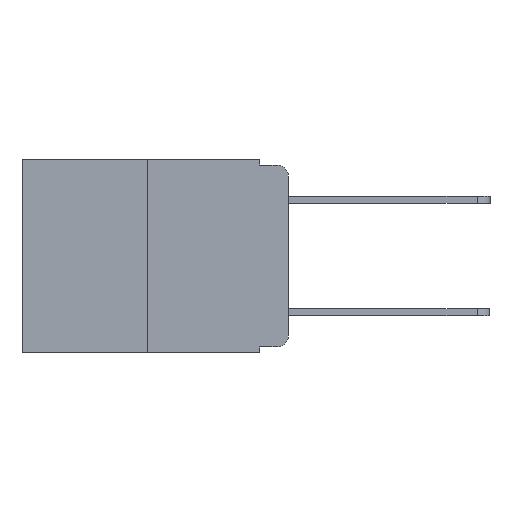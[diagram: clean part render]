
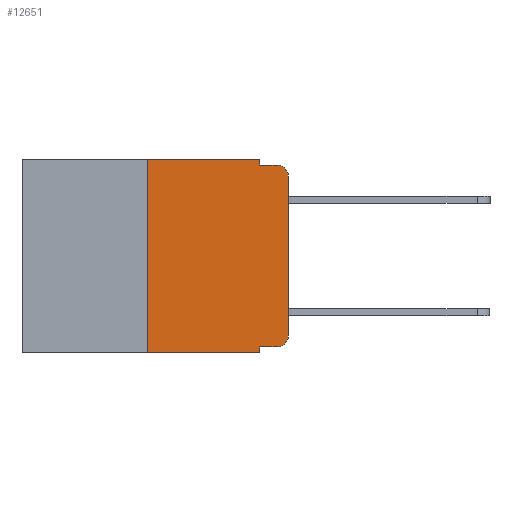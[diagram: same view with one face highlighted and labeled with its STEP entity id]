
A CAD part, left-side view. The second image highlights one B-rep face of the part: STEP entity #12651.
In plain terms, the highlighted planar face has unit normal (-1, 0, 0).
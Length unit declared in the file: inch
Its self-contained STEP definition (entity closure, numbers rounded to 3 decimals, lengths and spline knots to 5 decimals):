
#78 = VECTOR ( 'NONE', #3288, 39.37008 ) ;
#423 = VERTEX_POINT ( 'NONE', #1479 ) ;
#1039 = ORIENTED_EDGE ( 'NONE', *, *, #22093, .F. ) ;
#1138 = DIRECTION ( 'NONE',  ( 1., 0., 0. ) ) ;
#1479 = CARTESIAN_POINT ( 'NONE',  ( 0., 0.02, -0.333 ) ) ;
#1922 = CARTESIAN_POINT ( 'NONE',  ( 0., 0.051, 0. ) ) ;
#2332 = CARTESIAN_POINT ( 'NONE',  ( 0., 0.25, 0. ) ) ;
#3173 = CARTESIAN_POINT ( 'NONE',  ( 0., 0., -0.03 ) ) ;
#3288 = DIRECTION ( 'NONE',  ( 0., 0., -1. ) ) ;
#3535 = DIRECTION ( 'NONE',  ( 0., -1., 0. ) ) ;
#3547 = LINE ( 'NONE', #2332, #17283 ) ;
#3578 = LINE ( 'NONE', #23103, #20833 ) ;
#3826 = EDGE_CURVE ( 'NONE', #14602, #14709, #22569, .T. ) ;
#4178 = VECTOR ( 'NONE', #21081, 39.37008 ) ;
#4199 = DIRECTION ( 'NONE',  ( 0., 0., 1. ) ) ;
#5046 = LINE ( 'NONE', #17779, #78 ) ;
#5225 = AXIS2_PLACEMENT_3D ( 'NONE', #6643, #1138, #13817 ) ;
#5659 = ORIENTED_EDGE ( 'NONE', *, *, #7538, .F. ) ;
#5996 = CIRCLE ( 'NONE', #21208, 0.02 ) ;
#6281 = VERTEX_POINT ( 'NONE', #15743 ) ;
#6296 = EDGE_CURVE ( 'NONE', #17613, #20330, #5046, .T. ) ;
#6588 = EDGE_CURVE ( 'NONE', #6889, #17613, #9022, .T. ) ;
#6643 = CARTESIAN_POINT ( 'NONE',  ( 0., 0.473, 0. ) ) ;
#6710 = DIRECTION ( 'NONE',  ( -1., 0., 0. ) ) ;
#6889 = VERTEX_POINT ( 'NONE', #7765 ) ;
#7320 = CARTESIAN_POINT ( 'NONE',  ( 0., 0.051, -0.01 ) ) ;
#7422 = ORIENTED_EDGE ( 'NONE', *, *, #9380, .T. ) ;
#7538 = EDGE_CURVE ( 'NONE', #14948, #6889, #3547, .T. ) ;
#7765 = CARTESIAN_POINT ( 'NONE',  ( 0., 0.25, 0. ) ) ;
#7988 = ORIENTED_EDGE ( 'NONE', *, *, #13493, .T. ) ;
#8792 = CARTESIAN_POINT ( 'NONE',  ( 0., 0.473, 0. ) ) ;
#8833 = VECTOR ( 'NONE', #18760, 39.37008 ) ;
#9022 = LINE ( 'NONE', #8792, #4178 ) ;
#9380 = EDGE_CURVE ( 'NONE', #423, #12301, #5996, .T. ) ;
#9684 = CARTESIAN_POINT ( 'NONE',  ( 0., 0.02, -0.313 ) ) ;
#10202 = ORIENTED_EDGE ( 'NONE', *, *, #18636, .T. ) ;
#10905 = FACE_OUTER_BOUND ( 'NONE', #13344, .T. ) ;
#11009 = DIRECTION ( 'NONE',  ( 0., 0., -1. ) ) ;
#11114 = EDGE_CURVE ( 'NONE', #6281, #23028, #15975, .T. ) ;
#11300 = ORIENTED_EDGE ( 'NONE', *, *, #3826, .T. ) ;
#11461 = DIRECTION ( 'NONE',  ( 0., 0., -1. ) ) ;
#11687 = CARTESIAN_POINT ( 'NONE',  ( 0., 0., 0. ) ) ;
#11730 = EDGE_CURVE ( 'NONE', #14948, #23028, #3578, .T. ) ;
#12229 = VECTOR ( 'NONE', #12611, 39.37008 ) ;
#12301 = VERTEX_POINT ( 'NONE', #19730 ) ;
#12418 = ORIENTED_EDGE ( 'NONE', *, *, #6296, .F. ) ;
#12527 = VECTOR ( 'NONE', #3535, 39.37008 ) ;
#12611 = DIRECTION ( 'NONE',  ( 0., -1., 0. ) ) ;
#12651 = ADVANCED_FACE ( 'NONE', ( #10905 ), #17282, .F. ) ;
#13344 = EDGE_LOOP ( 'NONE', ( #10202, #11300, #1039, #12418, #18750, #5659, #20949, #15759, #7988, #7422 ) ) ;
#13493 = EDGE_CURVE ( 'NONE', #6281, #423, #16662, .T. ) ;
#13817 = DIRECTION ( 'NONE',  ( 0., 0., -1. ) ) ;
#14356 = CARTESIAN_POINT ( 'NONE',  ( 0., 0.02, -0.01 ) ) ;
#14478 = DIRECTION ( 'NONE',  ( 0., -1., 0. ) ) ;
#14602 = VERTEX_POINT ( 'NONE', #3173 ) ;
#14709 = VERTEX_POINT ( 'NONE', #14356 ) ;
#14948 = VERTEX_POINT ( 'NONE', #15030 ) ;
#15030 = CARTESIAN_POINT ( 'NONE',  ( 0., 0.25, -0.343 ) ) ;
#15743 = CARTESIAN_POINT ( 'NONE',  ( 0., 0.051, -0.333 ) ) ;
#15759 = ORIENTED_EDGE ( 'NONE', *, *, #11114, .F. ) ;
#15975 = LINE ( 'NONE', #1922, #20064 ) ;
#16477 = CARTESIAN_POINT ( 'NONE',  ( 0., 0.051, -0.01 ) ) ;
#16662 = LINE ( 'NONE', #17840, #12527 ) ;
#16907 = LINE ( 'NONE', #7320, #12229 ) ;
#17278 = AXIS2_PLACEMENT_3D ( 'NONE', #21148, #6710, #20830 ) ;
#17282 = PLANE ( 'NONE',  #5225 ) ;
#17283 = VECTOR ( 'NONE', #4199, 39.37008 ) ;
#17613 = VERTEX_POINT ( 'NONE', #19834 ) ;
#17779 = CARTESIAN_POINT ( 'NONE',  ( 0., 0.051, 0. ) ) ;
#17840 = CARTESIAN_POINT ( 'NONE',  ( 0., 0.051, -0.333 ) ) ;
#18636 = EDGE_CURVE ( 'NONE', #12301, #14602, #18767, .T. ) ;
#18750 = ORIENTED_EDGE ( 'NONE', *, *, #6588, .F. ) ;
#18760 = DIRECTION ( 'NONE',  ( 0., 0., 1. ) ) ;
#18767 = LINE ( 'NONE', #11687, #8833 ) ;
#19730 = CARTESIAN_POINT ( 'NONE',  ( 0., 0., -0.313 ) ) ;
#19834 = CARTESIAN_POINT ( 'NONE',  ( 0., 0.051, 0. ) ) ;
#20064 = VECTOR ( 'NONE', #11009, 39.37008 ) ;
#20330 = VERTEX_POINT ( 'NONE', #16477 ) ;
#20693 = CARTESIAN_POINT ( 'NONE',  ( 0., 0.051, -0.343 ) ) ;
#20830 = DIRECTION ( 'NONE',  ( 0., 0., -1. ) ) ;
#20833 = VECTOR ( 'NONE', #14478, 39.37008 ) ;
#20949 = ORIENTED_EDGE ( 'NONE', *, *, #11730, .T. ) ;
#21081 = DIRECTION ( 'NONE',  ( 0., -1., 0. ) ) ;
#21148 = CARTESIAN_POINT ( 'NONE',  ( 0., 0.02, -0.03 ) ) ;
#21208 = AXIS2_PLACEMENT_3D ( 'NONE', #9684, #21945, #11461 ) ;
#21945 = DIRECTION ( 'NONE',  ( -1., 0., 0. ) ) ;
#22093 = EDGE_CURVE ( 'NONE', #20330, #14709, #16907, .T. ) ;
#22569 = CIRCLE ( 'NONE', #17278, 0.02 ) ;
#23028 = VERTEX_POINT ( 'NONE', #20693 ) ;
#23103 = CARTESIAN_POINT ( 'NONE',  ( 0., 0.473, -0.343 ) ) ;
